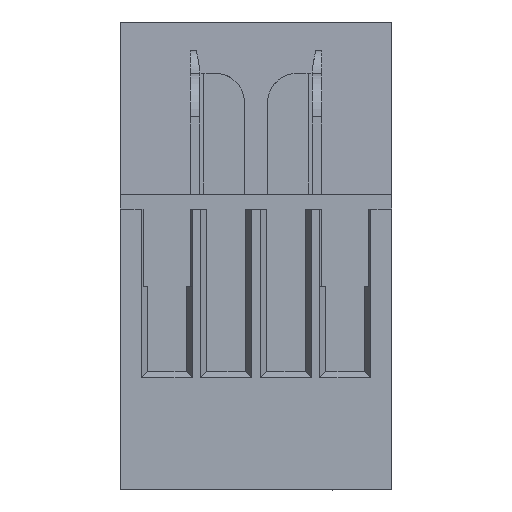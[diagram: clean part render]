
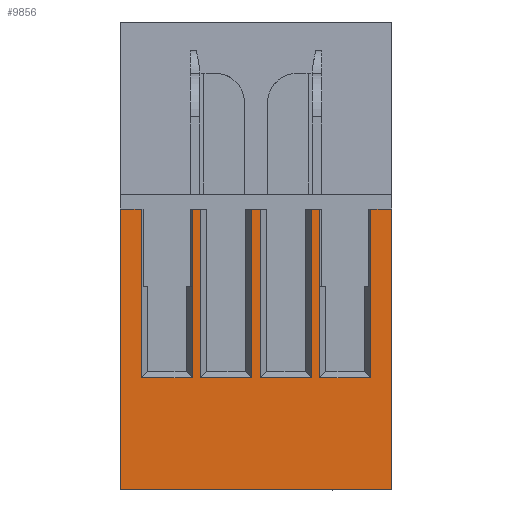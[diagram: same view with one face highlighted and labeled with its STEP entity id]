
A CAD part, front view. The second image highlights one B-rep face of the part: STEP entity #9856.
In plain terms, the highlighted planar face has unit normal (0, -1, 0).
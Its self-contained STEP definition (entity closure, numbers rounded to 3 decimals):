
#9683=AXIS2_PLACEMENT_3D('Plane Axis2P3D',#9680,#9681,#9682) ;
#3345=CARTESIAN_POINT('Vertex',(0.,0.,0.)) ;
#3348=CARTESIAN_POINT('Line Origine',(0.,0.,14.5)) ;
#3352=CARTESIAN_POINT('Vertex',(0.,0.,29.)) ;
#3639=CARTESIAN_POINT('Vertex',(28.,0.,29.)) ;
#3642=CARTESIAN_POINT('Line Origine',(28.,0.,14.5)) ;
#3646=CARTESIAN_POINT('Vertex',(28.,0.,0.)) ;
#9657=CARTESIAN_POINT('Line Origine',(14.,0.,0.)) ;
#9680=CARTESIAN_POINT('Axis2P3D Location',(0.,0.,29.)) ;
#9685=CARTESIAN_POINT('Line Origine',(10.9,0.,11.565)) ;
#9689=CARTESIAN_POINT('Vertex',(8.265,0.,11.565)) ;
#9691=CARTESIAN_POINT('Vertex',(13.535,0.,11.565)) ;
#9694=CARTESIAN_POINT('Line Origine',(8.265,0.,20.282)) ;
#9698=CARTESIAN_POINT('Vertex',(8.265,0.,29.)) ;
#9701=CARTESIAN_POINT('Line Origine',(7.85,0.,29.)) ;
#9705=CARTESIAN_POINT('Vertex',(7.435,0.,29.)) ;
#9708=CARTESIAN_POINT('Line Origine',(7.435,0.,20.282)) ;
#9712=CARTESIAN_POINT('Vertex',(7.435,0.,11.565)) ;
#9715=CARTESIAN_POINT('Line Origine',(7.118,0.,11.565)) ;
#9719=CARTESIAN_POINT('Vertex',(6.8,0.,11.565)) ;
#9722=CARTESIAN_POINT('Line Origine',(4.8,0.,11.565)) ;
#9726=CARTESIAN_POINT('Vertex',(2.8,0.,11.565)) ;
#9729=CARTESIAN_POINT('Line Origine',(2.482,0.,11.565)) ;
#9733=CARTESIAN_POINT('Vertex',(2.165,0.,11.565)) ;
#9736=CARTESIAN_POINT('Line Origine',(2.165,0.,20.282)) ;
#9740=CARTESIAN_POINT('Vertex',(2.165,0.,29.)) ;
#9743=CARTESIAN_POINT('Line Origine',(1.082,0.,29.)) ;
#9748=CARTESIAN_POINT('Line Origine',(26.918,0.,29.)) ;
#9752=CARTESIAN_POINT('Vertex',(25.835,0.,29.)) ;
#9755=CARTESIAN_POINT('Line Origine',(25.835,0.,20.282)) ;
#9759=CARTESIAN_POINT('Vertex',(25.835,0.,11.565)) ;
#9762=CARTESIAN_POINT('Line Origine',(25.518,0.,11.565)) ;
#9766=CARTESIAN_POINT('Vertex',(25.2,0.,11.565)) ;
#9769=CARTESIAN_POINT('Line Origine',(23.2,0.,11.565)) ;
#9773=CARTESIAN_POINT('Vertex',(21.2,0.,11.565)) ;
#9776=CARTESIAN_POINT('Line Origine',(20.882,0.,11.565)) ;
#9780=CARTESIAN_POINT('Vertex',(20.565,0.,11.565)) ;
#9783=CARTESIAN_POINT('Line Origine',(20.565,0.,20.282)) ;
#9787=CARTESIAN_POINT('Vertex',(20.565,0.,29.)) ;
#9790=CARTESIAN_POINT('Line Origine',(20.15,0.,29.)) ;
#9794=CARTESIAN_POINT('Vertex',(19.735,0.,29.)) ;
#9797=CARTESIAN_POINT('Line Origine',(19.735,0.,20.282)) ;
#9801=CARTESIAN_POINT('Vertex',(19.735,0.,11.565)) ;
#9804=CARTESIAN_POINT('Line Origine',(17.1,0.,11.565)) ;
#9808=CARTESIAN_POINT('Vertex',(14.465,0.,11.565)) ;
#9811=CARTESIAN_POINT('Line Origine',(14.465,0.,20.282)) ;
#9815=CARTESIAN_POINT('Vertex',(14.465,0.,29.)) ;
#9818=CARTESIAN_POINT('Line Origine',(14.,0.,29.)) ;
#9822=CARTESIAN_POINT('Vertex',(13.535,0.,29.)) ;
#9825=CARTESIAN_POINT('Line Origine',(13.535,0.,20.282)) ;
#3349=DIRECTION('Vector Direction',(0.,0.,-1.)) ;
#3643=DIRECTION('Vector Direction',(0.,0.,-1.)) ;
#9658=DIRECTION('Vector Direction',(1.,0.,0.)) ;
#9681=DIRECTION('Axis2P3D Direction',(0.,-1.,-0.)) ;
#9682=DIRECTION('Axis2P3D XDirection',(0.,0.,-1.)) ;
#9686=DIRECTION('Vector Direction',(-1.,0.,0.)) ;
#9695=DIRECTION('Vector Direction',(0.,0.,1.)) ;
#9702=DIRECTION('Vector Direction',(1.,0.,0.)) ;
#9709=DIRECTION('Vector Direction',(0.,0.,1.)) ;
#9716=DIRECTION('Vector Direction',(-1.,0.,0.)) ;
#9723=DIRECTION('Vector Direction',(1.,0.,0.)) ;
#9730=DIRECTION('Vector Direction',(-1.,0.,0.)) ;
#9737=DIRECTION('Vector Direction',(0.,0.,1.)) ;
#9744=DIRECTION('Vector Direction',(1.,0.,0.)) ;
#9749=DIRECTION('Vector Direction',(1.,0.,0.)) ;
#9756=DIRECTION('Vector Direction',(0.,0.,-1.)) ;
#9763=DIRECTION('Vector Direction',(-1.,0.,0.)) ;
#9770=DIRECTION('Vector Direction',(1.,0.,0.)) ;
#9777=DIRECTION('Vector Direction',(-1.,0.,0.)) ;
#9784=DIRECTION('Vector Direction',(0.,0.,1.)) ;
#9791=DIRECTION('Vector Direction',(1.,0.,0.)) ;
#9798=DIRECTION('Vector Direction',(0.,0.,-1.)) ;
#9805=DIRECTION('Vector Direction',(-1.,0.,0.)) ;
#9812=DIRECTION('Vector Direction',(0.,0.,1.)) ;
#9819=DIRECTION('Vector Direction',(1.,0.,0.)) ;
#9826=DIRECTION('Vector Direction',(0.,0.,-1.)) ;
#3350=VECTOR('Line Direction',#3349,1.) ;
#3644=VECTOR('Line Direction',#3643,1.) ;
#9659=VECTOR('Line Direction',#9658,1.) ;
#9687=VECTOR('Line Direction',#9686,1.) ;
#9696=VECTOR('Line Direction',#9695,1.) ;
#9703=VECTOR('Line Direction',#9702,1.) ;
#9710=VECTOR('Line Direction',#9709,1.) ;
#9717=VECTOR('Line Direction',#9716,1.) ;
#9724=VECTOR('Line Direction',#9723,1.) ;
#9731=VECTOR('Line Direction',#9730,1.) ;
#9738=VECTOR('Line Direction',#9737,1.) ;
#9745=VECTOR('Line Direction',#9744,1.) ;
#9750=VECTOR('Line Direction',#9749,1.) ;
#9757=VECTOR('Line Direction',#9756,1.) ;
#9764=VECTOR('Line Direction',#9763,1.) ;
#9771=VECTOR('Line Direction',#9770,1.) ;
#9778=VECTOR('Line Direction',#9777,1.) ;
#9785=VECTOR('Line Direction',#9784,1.) ;
#9792=VECTOR('Line Direction',#9791,1.) ;
#9799=VECTOR('Line Direction',#9798,1.) ;
#9806=VECTOR('Line Direction',#9805,1.) ;
#9813=VECTOR('Line Direction',#9812,1.) ;
#9820=VECTOR('Line Direction',#9819,1.) ;
#9827=VECTOR('Line Direction',#9826,1.) ;
#9831=ORIENTED_EDGE('',*,*,#9693,.F.) ;
#9832=ORIENTED_EDGE('',*,*,#9700,.T.) ;
#9833=ORIENTED_EDGE('',*,*,#9707,.F.) ;
#9834=ORIENTED_EDGE('',*,*,#9714,.F.) ;
#9835=ORIENTED_EDGE('',*,*,#9721,.F.) ;
#9836=ORIENTED_EDGE('',*,*,#9728,.F.) ;
#9837=ORIENTED_EDGE('',*,*,#9735,.F.) ;
#9838=ORIENTED_EDGE('',*,*,#9742,.F.) ;
#9839=ORIENTED_EDGE('',*,*,#9747,.F.) ;
#9840=ORIENTED_EDGE('',*,*,#3354,.T.) ;
#9841=ORIENTED_EDGE('',*,*,#9661,.T.) ;
#9842=ORIENTED_EDGE('',*,*,#3648,.F.) ;
#9843=ORIENTED_EDGE('',*,*,#9754,.F.) ;
#9844=ORIENTED_EDGE('',*,*,#9761,.T.) ;
#9845=ORIENTED_EDGE('',*,*,#9768,.F.) ;
#9846=ORIENTED_EDGE('',*,*,#9775,.F.) ;
#9847=ORIENTED_EDGE('',*,*,#9782,.F.) ;
#9848=ORIENTED_EDGE('',*,*,#9789,.T.) ;
#9849=ORIENTED_EDGE('',*,*,#9796,.F.) ;
#9850=ORIENTED_EDGE('',*,*,#9803,.T.) ;
#9851=ORIENTED_EDGE('',*,*,#9810,.F.) ;
#9852=ORIENTED_EDGE('',*,*,#9817,.T.) ;
#9853=ORIENTED_EDGE('',*,*,#9824,.F.) ;
#9854=ORIENTED_EDGE('',*,*,#9829,.T.) ;
#9856=ADVANCED_FACE('SOCKEL',(#9855),#9684,.T.) ;
#3354=EDGE_CURVE('',#3353,#3346,#3351,.T.) ;
#3648=EDGE_CURVE('',#3640,#3647,#3645,.T.) ;
#9661=EDGE_CURVE('',#3346,#3647,#9660,.T.) ;
#9693=EDGE_CURVE('',#9690,#9692,#9688,.F.) ;
#9700=EDGE_CURVE('',#9690,#9699,#9697,.T.) ;
#9707=EDGE_CURVE('',#9706,#9699,#9704,.T.) ;
#9714=EDGE_CURVE('',#9713,#9706,#9711,.T.) ;
#9721=EDGE_CURVE('',#9720,#9713,#9718,.F.) ;
#9728=EDGE_CURVE('',#9727,#9720,#9725,.T.) ;
#9735=EDGE_CURVE('',#9734,#9727,#9732,.F.) ;
#9742=EDGE_CURVE('',#9741,#9734,#9739,.F.) ;
#9747=EDGE_CURVE('',#3353,#9741,#9746,.T.) ;
#9754=EDGE_CURVE('',#9753,#3640,#9751,.T.) ;
#9761=EDGE_CURVE('',#9753,#9760,#9758,.T.) ;
#9768=EDGE_CURVE('',#9767,#9760,#9765,.F.) ;
#9775=EDGE_CURVE('',#9774,#9767,#9772,.T.) ;
#9782=EDGE_CURVE('',#9781,#9774,#9779,.F.) ;
#9789=EDGE_CURVE('',#9781,#9788,#9786,.T.) ;
#9796=EDGE_CURVE('',#9795,#9788,#9793,.T.) ;
#9803=EDGE_CURVE('',#9795,#9802,#9800,.T.) ;
#9810=EDGE_CURVE('',#9809,#9802,#9807,.F.) ;
#9817=EDGE_CURVE('',#9809,#9816,#9814,.T.) ;
#9824=EDGE_CURVE('',#9823,#9816,#9821,.T.) ;
#9829=EDGE_CURVE('',#9823,#9692,#9828,.T.) ;
#9830=EDGE_LOOP('',(#9831,#9832,#9833,#9834,#9835,#9836,#9837,#9838,#9839,#9840,#9841,#9842,#9843,#9844,#9845,#9846,#9847,#9848,#9849,#9850,#9851,#9852,#9853,#9854)) ;
#9855=FACE_OUTER_BOUND('',#9830,.T.) ;
#3351=LINE('Line',#3348,#3350) ;
#3645=LINE('Line',#3642,#3644) ;
#9660=LINE('Line',#9657,#9659) ;
#9688=LINE('Line',#9685,#9687) ;
#9697=LINE('Line',#9694,#9696) ;
#9704=LINE('Line',#9701,#9703) ;
#9711=LINE('Line',#9708,#9710) ;
#9718=LINE('Line',#9715,#9717) ;
#9725=LINE('Line',#9722,#9724) ;
#9732=LINE('Line',#9729,#9731) ;
#9739=LINE('Line',#9736,#9738) ;
#9746=LINE('Line',#9743,#9745) ;
#9751=LINE('Line',#9748,#9750) ;
#9758=LINE('Line',#9755,#9757) ;
#9765=LINE('Line',#9762,#9764) ;
#9772=LINE('Line',#9769,#9771) ;
#9779=LINE('Line',#9776,#9778) ;
#9786=LINE('Line',#9783,#9785) ;
#9793=LINE('Line',#9790,#9792) ;
#9800=LINE('Line',#9797,#9799) ;
#9807=LINE('Line',#9804,#9806) ;
#9814=LINE('Line',#9811,#9813) ;
#9821=LINE('Line',#9818,#9820) ;
#9828=LINE('Line',#9825,#9827) ;
#9684=PLANE('',#9683) ;
#3346=VERTEX_POINT('',#3345) ;
#3353=VERTEX_POINT('',#3352) ;
#3640=VERTEX_POINT('',#3639) ;
#3647=VERTEX_POINT('',#3646) ;
#9690=VERTEX_POINT('',#9689) ;
#9692=VERTEX_POINT('',#9691) ;
#9699=VERTEX_POINT('',#9698) ;
#9706=VERTEX_POINT('',#9705) ;
#9713=VERTEX_POINT('',#9712) ;
#9720=VERTEX_POINT('',#9719) ;
#9727=VERTEX_POINT('',#9726) ;
#9734=VERTEX_POINT('',#9733) ;
#9741=VERTEX_POINT('',#9740) ;
#9753=VERTEX_POINT('',#9752) ;
#9760=VERTEX_POINT('',#9759) ;
#9767=VERTEX_POINT('',#9766) ;
#9774=VERTEX_POINT('',#9773) ;
#9781=VERTEX_POINT('',#9780) ;
#9788=VERTEX_POINT('',#9787) ;
#9795=VERTEX_POINT('',#9794) ;
#9802=VERTEX_POINT('',#9801) ;
#9809=VERTEX_POINT('',#9808) ;
#9816=VERTEX_POINT('',#9815) ;
#9823=VERTEX_POINT('',#9822) ;
